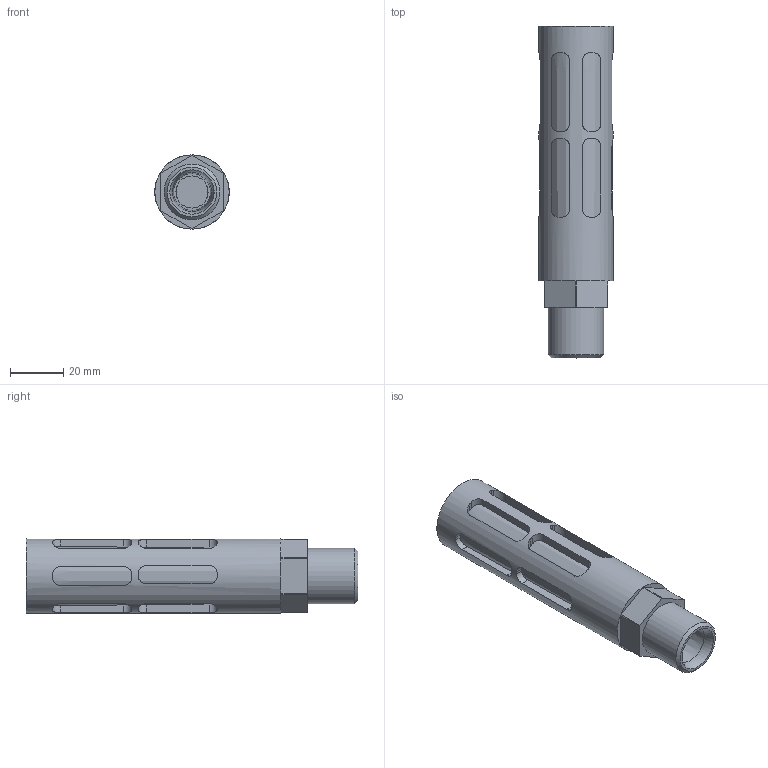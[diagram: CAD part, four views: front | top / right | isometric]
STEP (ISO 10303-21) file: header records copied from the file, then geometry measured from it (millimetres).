
FILE_DESCRIPTION(/* description */ ('STEP AP214'),/* implementation_level */ '2;1');
FILE_NAME(/* name */ '12741_U-1_2-B-NPT',/* time_stamp */ '2024-09-15T15:42:10+02:00',/* author */ ('License CC BY-ND 4.0'),/* organization */ ('CADENAS'),/* preprocessor_version */ 'ST-DEVELOPER v19.3',/* originating_system */ 'PARTsolutions',/* authorisation */ ' ');
FILE_SCHEMA (('AUTOMOTIVE_DESIGN {1 0 10303 214 3 1 1}'));
Length unit declared in the file: millimetre
Products named in the file (1): 12741 U-1/2-B-NPT
Bounding box: 28 x 125 x 28 mm (x, y, z)
Volume: 46003 mm3; surface area: 25804 mm2
Topology: 1 solids, 2 shells, 142 faces, 388 edges, 257 vertices
Faces by surface type: plane 71, cylinder 59, cone 10, torus 2
Full cylindrical faces by diameter (mm): 6 x1, 16 x1, 20.955 x1, 22.5 x1, 28 x1
Entity records: 5688 total; most frequent: CARTESIAN_POINT 1267, ORIENTED_EDGE 734, DIRECTION 618, EDGE_CURVE 367, VERTEX_POINT 253, AXIS2_PLACEMENT_3D 228, EDGE_LOOP 192, FACE_BOUND 192
